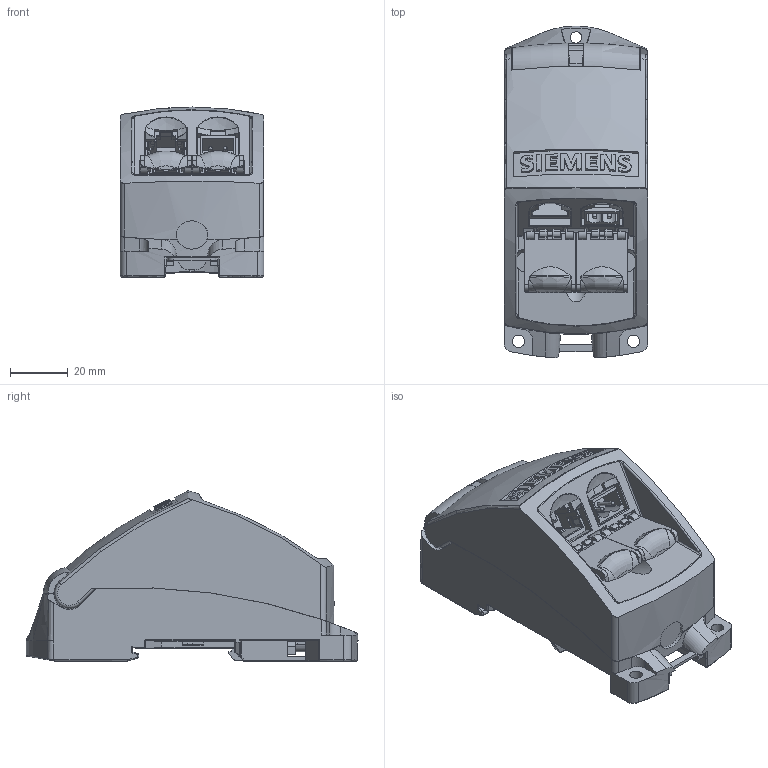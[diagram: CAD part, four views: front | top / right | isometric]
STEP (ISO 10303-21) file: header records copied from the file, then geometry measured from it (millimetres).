
FILE_DESCRIPTION (( 'STEP AP214' ), '1' );
FILE_NAME ('6GK19011BE000AA3_001_STEP.STEP', '2016-09-13T17:32:33', ( '' ), ( '' ), 'SwSTEP 2.0', 'SolidWorks 2014', '' );
FILE_SCHEMA (( 'AUTOMOTIVE_DESIGN' ));
Length unit declared in the file: millimetre
Products named in the file (4): Adapter; Klappe; Body; 6GK19011BE000AA3_001_STEP
Assembly tree (3 placements, depth 2):
  6GK19011BE000AA3_001_STEP
    Body
    Klappe
    Adapter
Bounding box: 50 x 115.32 x 59.06 mm (x, y, z)
Volume: 182682.5 mm3; surface area: 34998.2 mm2
Topology: 4 solids, 4 shells, 1257 faces, 3461 edges, 2197 vertices
Faces by surface type: plane 573, cylinder 458, bspline 119, sphere 49, torus 47, cone 11
Full cylindrical faces by diameter (mm): 1.3 x2, 4.3 x2
Entity records: 72706 total; most frequent: CARTESIAN_POINT 30572, ORIENTED_EDGE 6844, DIRECTION 5846, EDGE_CURVE 3422, VERTEX_POINT 2188, LINE 2062, VECTOR 2062, AXIS2_PLACEMENT_3D 1892
